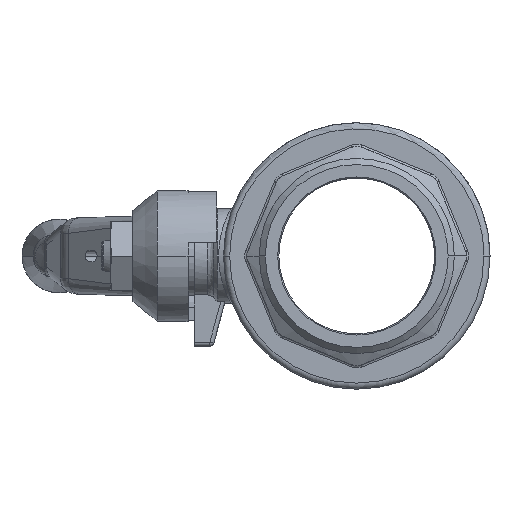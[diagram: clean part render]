
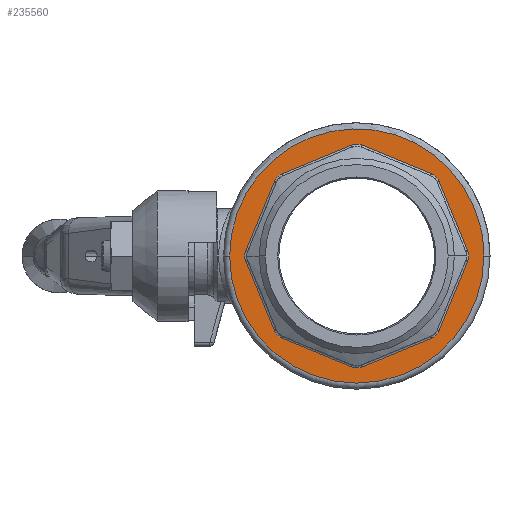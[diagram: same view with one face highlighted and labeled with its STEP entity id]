
A CAD part, left-side view. The second image highlights one B-rep face of the part: STEP entity #235560.
In plain terms, the highlighted face is planar.
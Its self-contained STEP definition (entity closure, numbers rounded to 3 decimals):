
#233790=CARTESIAN_POINT('',(28.25,31.,0.));
#233800=VERTEX_POINT('',#233790);
#233890=CARTESIAN_POINT('',(28.25,-31.,0.));
#233900=VERTEX_POINT('',#233890);
#233930=CARTESIAN_POINT('',(28.25,0.,0.));
#233940=DIRECTION('',(-1.,0.,0.));
#233950=DIRECTION('',(0.,-1.,0.));
#233960=AXIS2_PLACEMENT_3D('',#233930,#233940,#233950);
#233970=CIRCLE('',#233960,31.);
#233980=CARTESIAN_POINT('',(28.25,-30.112,-7.368));
#233990=VERTEX_POINT('',#233980);
#234000=EDGE_CURVE('',#233990,#233900,#233970,.T.);
#234020=EDGE_CURVE('',#233800,#233990,#233970,.T.);
#234070=CARTESIAN_POINT('',(28.25,-29.65,0.));
#234080=DIRECTION('',(1.,0.,0.));
#234090=DIRECTION('',(0.,1.,0.));
#234100=AXIS2_PLACEMENT_3D('',#234070,#234080,#234090);
#234110=PLANE('',#234100);
#234120=ORIENTED_EDGE('',*,*,#234000,.F.);
#234130=EDGE_CURVE('',#233900,#233800,#233970,.T.);
#234140=ORIENTED_EDGE('',*,*,#234130,.F.);
#234150=ORIENTED_EDGE('',*,*,#234020,.F.);
#234160=EDGE_LOOP('',(#234150,#234140,#234120));
#234170=FACE_OUTER_BOUND('',#234160,.T.);
#234180=CARTESIAN_POINT('',(28.25,16.838,-16.838));
#234190=DIRECTION('',(-1.,0.,0.));
#234200=DIRECTION('',(0.,0.,-1.));
#234210=AXIS2_PLACEMENT_3D('',#234180,#234190,#234200);
#234220=CIRCLE('',#234210,3.5);
#234230=CARTESIAN_POINT('',(28.25,20.072,-18.177));
#234240=VERTEX_POINT('',#234230);
#234250=CARTESIAN_POINT('',(28.25,18.177,-20.072));
#234260=VERTEX_POINT('',#234250);
#234270=EDGE_CURVE('',#234240,#234260,#234220,.T.);
#234280=ORIENTED_EDGE('',*,*,#234270,.T.);
#234290=CARTESIAN_POINT('',(28.25,27.601,0.
));
#234300=DIRECTION('',(0.,-0.383,
-0.924));
#234310=VECTOR('',#234300,1.);
#234320=LINE('',#234290,#234310);
#234330=CARTESIAN_POINT('',(28.25,27.046,-1.339));
#234340=VERTEX_POINT('',#234330);
#234350=EDGE_CURVE('',#234340,#234240,#234320,.T.);
#234360=ORIENTED_EDGE('',*,*,#234350,.T.);
#234370=CARTESIAN_POINT('',(28.25,23.813,0.)
);
#234380=DIRECTION('',(-1.,0.,0.));
#234390=DIRECTION('',(0.,0.,-1.));
#234400=AXIS2_PLACEMENT_3D('',#234370,#234380,#234390);
#234410=CIRCLE('',#234400,3.5);
#234420=CARTESIAN_POINT('',(28.25,27.046,1.339));
#234430=VERTEX_POINT('',#234420);
#234440=EDGE_CURVE('',#234430,#234340,#234410,.T.);
#234450=ORIENTED_EDGE('',*,*,#234440,.T.);
#234460=CARTESIAN_POINT('',(28.25,27.601,0.
));
#234470=DIRECTION('',(0.,0.383,
-0.924));
#234480=VECTOR('',#234470,1.);
#234490=LINE('',#234460,#234480);
#234500=CARTESIAN_POINT('',(28.25,20.072,18.177));
#234510=VERTEX_POINT('',#234500);
#234520=EDGE_CURVE('',#234510,#234430,#234490,.T.);
#234530=ORIENTED_EDGE('',*,*,#234520,.T.);
#234540=CARTESIAN_POINT('',(28.25,16.838,16.838));
#234550=DIRECTION('',(1.,0.,0.));
#234560=DIRECTION('',(0.,0.,1.));
#234570=AXIS2_PLACEMENT_3D('',#234540,#234550,#234560);
#234580=CIRCLE('',#234570,3.5);
#234590=CARTESIAN_POINT('',(28.25,18.177,20.072));
#234600=VERTEX_POINT('',#234590);
#234610=EDGE_CURVE('',#234510,#234600,#234580,.T.);
#234620=ORIENTED_EDGE('',*,*,#234610,.F.);
#234630=CARTESIAN_POINT('',(28.25,0.,27.601));
#234640=DIRECTION('',(0.,0.924,
-0.383));
#234650=VECTOR('',#234640,1.);
#234660=LINE('',#234630,#234650);
#234670=CARTESIAN_POINT('',(28.25,1.339,27.046));
#234680=VERTEX_POINT('',#234670);
#234690=EDGE_CURVE('',#234680,#234600,#234660,.T.);
#234700=ORIENTED_EDGE('',*,*,#234690,.T.);
#234710=CARTESIAN_POINT('',(28.25,0.,23.813)
);
#234720=DIRECTION('',(-1.,0.,0.));
#234730=DIRECTION('',(0.,0.,-1.));
#234740=AXIS2_PLACEMENT_3D('',#234710,#234720,#234730);
#234750=CIRCLE('',#234740,3.5);
#234760=CARTESIAN_POINT('',(28.25,-1.339,27.046));
#234770=VERTEX_POINT('',#234760);
#234780=EDGE_CURVE('',#234770,#234680,#234750,.T.);
#234790=ORIENTED_EDGE('',*,*,#234780,.T.);
#234800=CARTESIAN_POINT('',(28.25,0.,27.601));
#234810=DIRECTION('',(0.,0.924,
0.383));
#234820=VECTOR('',#234810,1.);
#234830=LINE('',#234800,#234820);
#234840=CARTESIAN_POINT('',(28.25,-18.177,20.072));
#234850=VERTEX_POINT('',#234840);
#234860=EDGE_CURVE('',#234850,#234770,#234830,.T.);
#234870=ORIENTED_EDGE('',*,*,#234860,.T.);
#234880=CARTESIAN_POINT('',(28.25,-16.838,16.838));
#234890=DIRECTION('',(-1.,0.,0.));
#234900=DIRECTION('',(0.,0.,-1.));
#234910=AXIS2_PLACEMENT_3D('',#234880,#234890,#234900);
#234920=CIRCLE('',#234910,3.5);
#234930=CARTESIAN_POINT('',(28.25,-20.072,18.177));
#234940=VERTEX_POINT('',#234930);
#234950=EDGE_CURVE('',#234940,#234850,#234920,.T.);
#234960=ORIENTED_EDGE('',*,*,#234950,.T.);
#234970=CARTESIAN_POINT('',(28.25,-27.601,0.
));
#234980=DIRECTION('',(0.,0.383,
0.924));
#234990=VECTOR('',#234980,1.);
#235000=LINE('',#234970,#234990);
#235010=CARTESIAN_POINT('',(28.25,-27.046,1.339));
#235020=VERTEX_POINT('',#235010);
#235030=EDGE_CURVE('',#235020,#234940,#235000,.T.);
#235040=ORIENTED_EDGE('',*,*,#235030,.T.);
#235050=CARTESIAN_POINT('',(28.25,-23.813,
0.));
#235060=DIRECTION('',(1.,0.,0.));
#235070=DIRECTION('',(0.,0.,1.));
#235080=AXIS2_PLACEMENT_3D('',#235050,#235060,#235070);
#235090=CIRCLE('',#235080,3.5);
#235100=CARTESIAN_POINT('',(28.25,-27.046,-1.339));
#235110=VERTEX_POINT('',#235100);
#235120=EDGE_CURVE('',#235020,#235110,#235090,.T.);
#235130=ORIENTED_EDGE('',*,*,#235120,.F.);
#235140=CARTESIAN_POINT('',(28.25,-27.601,0.
));
#235150=DIRECTION('',(0.,-0.383,
0.924));
#235160=VECTOR('',#235150,1.);
#235170=LINE('',#235140,#235160);
#235180=CARTESIAN_POINT('',(28.25,-20.072,-18.177));
#235190=VERTEX_POINT('',#235180);
#235200=EDGE_CURVE('',#235190,#235110,#235170,.T.);
#235210=ORIENTED_EDGE('',*,*,#235200,.T.);
#235220=CARTESIAN_POINT('',(28.25,-16.838,-16.838));
#235230=DIRECTION('',(-1.,0.,0.));
#235240=DIRECTION('',(0.,0.,-1.));
#235250=AXIS2_PLACEMENT_3D('',#235220,#235230,#235240);
#235260=CIRCLE('',#235250,3.5);
#235270=CARTESIAN_POINT('',(28.25,-18.177,-20.072));
#235280=VERTEX_POINT('',#235270);
#235290=EDGE_CURVE('',#235280,#235190,#235260,.T.);
#235300=ORIENTED_EDGE('',*,*,#235290,.T.);
#235310=CARTESIAN_POINT('',(28.25,0.,-27.601));
#235320=DIRECTION('',(0.,-0.924,
0.383));
#235330=VECTOR('',#235320,1.);
#235340=LINE('',#235310,#235330);
#235350=CARTESIAN_POINT('',(28.25,-1.339,-27.046));
#235360=VERTEX_POINT('',#235350);
#235370=EDGE_CURVE('',#235360,#235280,#235340,.T.);
#235380=ORIENTED_EDGE('',*,*,#235370,.T.);
#235390=CARTESIAN_POINT('',(28.25,0.,
-23.813));
#235400=DIRECTION('',(1.,0.,0.));
#235410=DIRECTION('',(0.,0.,1.));
#235420=AXIS2_PLACEMENT_3D('',#235390,#235400,#235410);
#235430=CIRCLE('',#235420,3.5);
#235440=CARTESIAN_POINT('',(28.25,1.339,-27.046));
#235450=VERTEX_POINT('',#235440);
#235460=EDGE_CURVE('',#235360,#235450,#235430,.T.);
#235470=ORIENTED_EDGE('',*,*,#235460,.F.);
#235480=CARTESIAN_POINT('',(28.25,0.,-27.601));
#235490=DIRECTION('',(0.,-0.924,
-0.383));
#235500=VECTOR('',#235490,1.);
#235510=LINE('',#235480,#235500);
#235520=EDGE_CURVE('',#234260,#235450,#235510,.T.);
#235530=ORIENTED_EDGE('',*,*,#235520,.T.);
#235540=EDGE_LOOP('',(#235530,#235470,#235380,#235300,#235210,#235130,
#235040,#234960,#234870,#234790,#234700,#234620,#234530,#234450,#234360,
#234280));
#235550=FACE_BOUND('',#235540,.T.);
#235560=ADVANCED_FACE('',(#234170,#235550),#234110,.T.);
